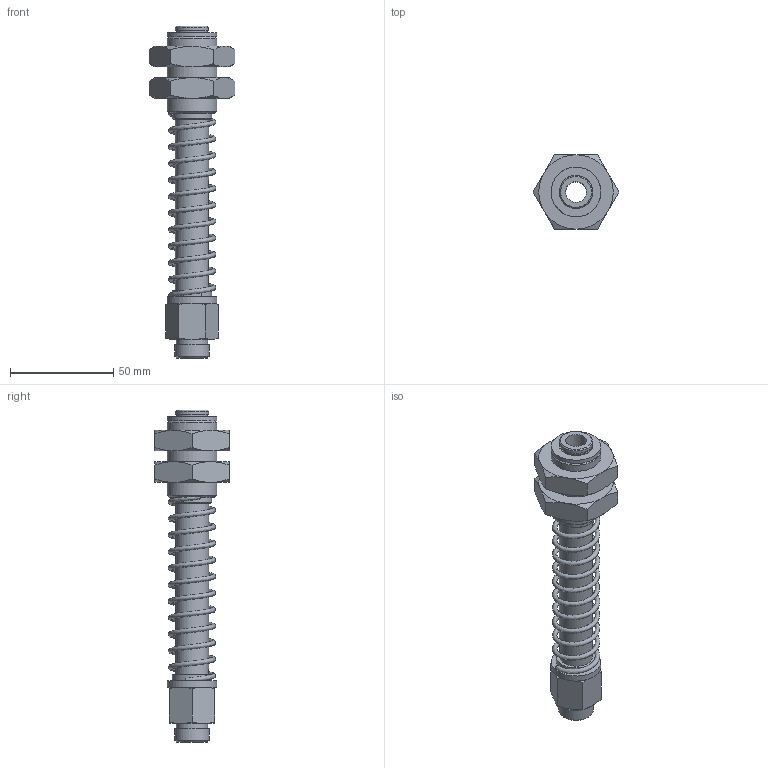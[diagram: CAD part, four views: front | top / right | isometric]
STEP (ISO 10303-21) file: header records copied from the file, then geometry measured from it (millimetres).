
FILE_DESCRIPTION(/* description */ (''),/* implementation_level */ '2;1');
FILE_NAME(/* name */ 'tlc16-45agm.stp',/* time_stamp */ '2021-02-19T10:35:57+01:00',/* author */ ('enginyeria'),/* organization */ (''),/* preprocessor_version */ 'ST-DEVELOPER v17.2',/* originating_system */ 'Autodesk Inventor 2019',/* authorisation */ '');
FILE_SCHEMA (('CONFIG_CONTROL_DESIGN'));
Products named in the file (1): tlc16-45agm
Bounding box: 41.57 x 36 x 160.5 mm (x, y, z)
Volume: 50338.7 mm3; surface area: 24575.8 mm2
Topology: 1 solids, 1 shells, 99 faces, 235 edges, 151 vertices
Faces by surface type: cone 42, plane 38, cylinder 18, bspline 1
Full cylindrical faces by diameter (mm): 10 x1, 15 x1, 15.062 x1, 16 x3, 16.2 x1, 16.662 x1, 19 x1, 24 x5
Entity records: 31617 total; most frequent: CARTESIAN_POINT 29433, ORIENTED_EDGE 470, DIRECTION 445, EDGE_CURVE 235, AXIS2_PLACEMENT_3D 200, VERTEX_POINT 151, EDGE_LOOP 116, CIRCLE 101
